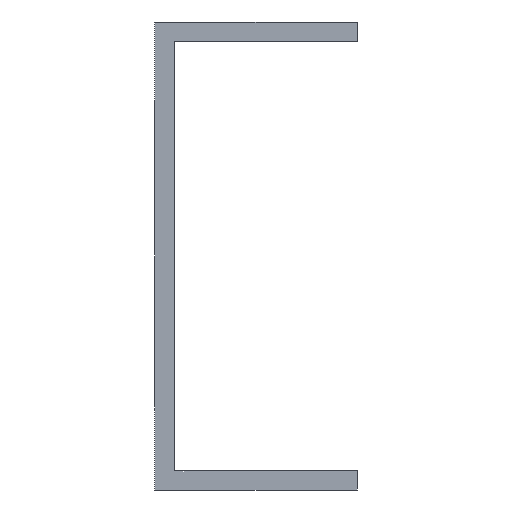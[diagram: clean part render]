
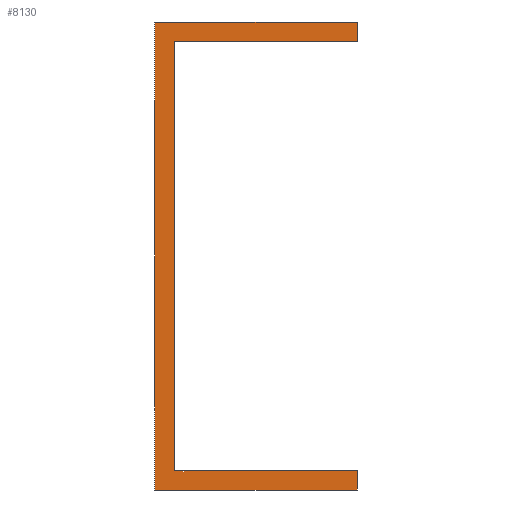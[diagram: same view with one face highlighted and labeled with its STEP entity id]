
A CAD part, front view. The second image highlights one B-rep face of the part: STEP entity #8130.
In plain terms, the highlighted planar face has unit normal (0, -1, 0).
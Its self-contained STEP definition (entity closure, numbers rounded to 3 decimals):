
#227 = CARTESIAN_POINT ( 'NONE',  ( 0., 0., -30. ) ) ;
#840 = ORIENTED_EDGE ( 'NONE', *, *, #26837, .T. ) ;
#902 = ORIENTED_EDGE ( 'NONE', *, *, #13834, .F. ) ;
#1003 = LINE ( 'NONE', #26661, #13282 ) ;
#1101 = CARTESIAN_POINT ( 'NONE',  ( 0., 0., 30. ) ) ;
#1456 = ORIENTED_EDGE ( 'NONE', *, *, #33393, .T. ) ;
#1615 = VECTOR ( 'NONE', #25923, 1000. ) ;
#1729 = EDGE_CURVE ( 'NONE', #22053, #2297, #30062, .T. ) ;
#2297 = VERTEX_POINT ( 'NONE', #2852 ) ;
#2544 = VERTEX_POINT ( 'NONE', #6787 ) ;
#2852 = CARTESIAN_POINT ( 'NONE',  ( 26., 0., 30. ) ) ;
#3060 = DIRECTION ( 'NONE',  ( -1., 0., 0. ) ) ;
#3547 = VECTOR ( 'NONE', #27606, 1000. ) ;
#4410 = VECTOR ( 'NONE', #3060, 1000. ) ;
#5151 = CARTESIAN_POINT ( 'NONE',  ( 26., 0., -30. ) ) ;
#5538 = VECTOR ( 'NONE', #23285, 1000. ) ;
#5956 = DIRECTION ( 'NONE',  ( 0., -1., 0. ) ) ;
#6299 = CARTESIAN_POINT ( 'NONE',  ( 26., 0., 27.5 ) ) ;
#6780 = CARTESIAN_POINT ( 'NONE',  ( 0., 0., -27.5 ) ) ;
#6787 = CARTESIAN_POINT ( 'NONE',  ( 2.5, 0., -27.5 ) ) ;
#7417 = EDGE_CURVE ( 'NONE', #11449, #28400, #11034, .T. ) ;
#8130 = ADVANCED_FACE ( 'NONE', ( #33775 ), #22749, .T. ) ;
#9759 = CARTESIAN_POINT ( 'NONE',  ( 0., 0., -30. ) ) ;
#11034 = LINE ( 'NONE', #5151, #3547 ) ;
#11449 = VERTEX_POINT ( 'NONE', #18548 ) ;
#11988 = VECTOR ( 'NONE', #31853, 1000. ) ;
#12184 = CARTESIAN_POINT ( 'NONE',  ( 2.5, 0., 30. ) ) ;
#12465 = VECTOR ( 'NONE', #34694, 1000. ) ;
#13282 = VECTOR ( 'NONE', #21109, 1000. ) ;
#13834 = EDGE_CURVE ( 'NONE', #25879, #22053, #20419, .T. ) ;
#14276 = CARTESIAN_POINT ( 'NONE',  ( 2.5, 0., -27.5 ) ) ;
#14790 = CARTESIAN_POINT ( 'NONE',  ( 0., 0., 30. ) ) ;
#15828 = CARTESIAN_POINT ( 'NONE',  ( 0., 0., 30. ) ) ;
#17273 = VECTOR ( 'NONE', #21076, 1000. ) ;
#17424 = EDGE_LOOP ( 'NONE', ( #1456, #840, #27658, #35553, #22873, #902, #20350, #27642 ) ) ;
#17606 = CARTESIAN_POINT ( 'NONE',  ( 2.5, 0., 27.5 ) ) ;
#18548 = CARTESIAN_POINT ( 'NONE',  ( 26., 0., -30. ) ) ;
#19107 = EDGE_CURVE ( 'NONE', #11449, #25879, #26813, .T. ) ;
#20350 = ORIENTED_EDGE ( 'NONE', *, *, #19107, .F. ) ;
#20419 = LINE ( 'NONE', #14790, #5538 ) ;
#21076 = DIRECTION ( 'NONE',  ( -1., 0., 0. ) ) ;
#21094 = VERTEX_POINT ( 'NONE', #32025 ) ;
#21109 = DIRECTION ( 'NONE',  ( 1., 0., 0. ) ) ;
#21861 = CARTESIAN_POINT ( 'NONE',  ( 26., 0., -27.5 ) ) ;
#22053 = VERTEX_POINT ( 'NONE', #15828 ) ;
#22749 = PLANE ( 'NONE',  #32127 ) ;
#22873 = ORIENTED_EDGE ( 'NONE', *, *, #1729, .F. ) ;
#22889 = VERTEX_POINT ( 'NONE', #17606 ) ;
#23285 = DIRECTION ( 'NONE',  ( 0., 0., 1. ) ) ;
#24873 = LINE ( 'NONE', #6299, #1615 ) ;
#25592 = DIRECTION ( 'NONE',  ( -1., 0., 0. ) ) ;
#25879 = VERTEX_POINT ( 'NONE', #9759 ) ;
#25923 = DIRECTION ( 'NONE',  ( 0., 0., 1. ) ) ;
#26661 = CARTESIAN_POINT ( 'NONE',  ( 0., 0., 27.5 ) ) ;
#26813 = LINE ( 'NONE', #227, #4410 ) ;
#26837 = EDGE_CURVE ( 'NONE', #2544, #22889, #32637, .T. ) ;
#26972 = EDGE_CURVE ( 'NONE', #22889, #21094, #1003, .T. ) ;
#27606 = DIRECTION ( 'NONE',  ( 0., 0., 1. ) ) ;
#27642 = ORIENTED_EDGE ( 'NONE', *, *, #7417, .T. ) ;
#27658 = ORIENTED_EDGE ( 'NONE', *, *, #26972, .T. ) ;
#28400 = VERTEX_POINT ( 'NONE', #21861 ) ;
#30062 = LINE ( 'NONE', #1101, #12465 ) ;
#31008 = EDGE_CURVE ( 'NONE', #21094, #2297, #24873, .T. ) ;
#31853 = DIRECTION ( 'NONE',  ( 0., 0., 1. ) ) ;
#32025 = CARTESIAN_POINT ( 'NONE',  ( 26., 0., 27.5 ) ) ;
#32127 = AXIS2_PLACEMENT_3D ( 'NONE', #14276, #5956, #25592 ) ;
#32259 = LINE ( 'NONE', #6780, #17273 ) ;
#32637 = LINE ( 'NONE', #12184, #11988 ) ;
#33393 = EDGE_CURVE ( 'NONE', #28400, #2544, #32259, .T. ) ;
#33775 = FACE_OUTER_BOUND ( 'NONE', #17424, .T. ) ;
#34694 = DIRECTION ( 'NONE',  ( 1., 0., 0. ) ) ;
#35553 = ORIENTED_EDGE ( 'NONE', *, *, #31008, .T. ) ;
